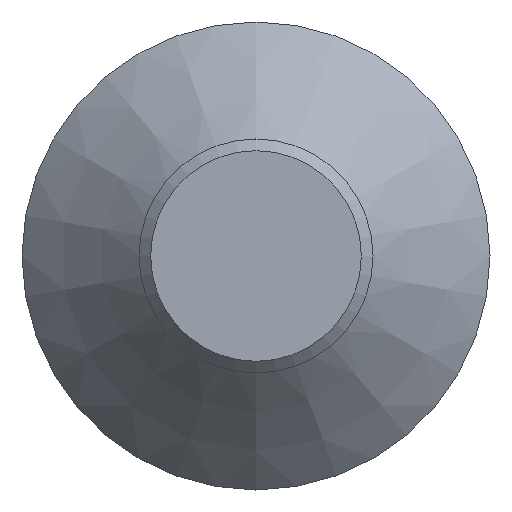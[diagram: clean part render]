
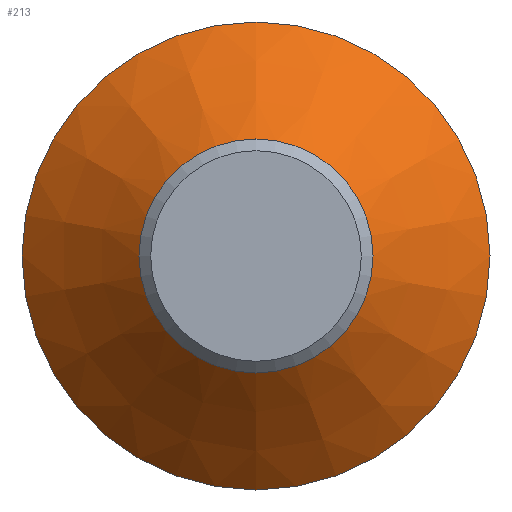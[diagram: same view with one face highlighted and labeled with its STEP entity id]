
A CAD part, front view. The second image highlights one B-rep face of the part: STEP entity #213.
In plain terms, the highlighted conical face has half-angle 45 degrees and reference radius 3.75 mm.
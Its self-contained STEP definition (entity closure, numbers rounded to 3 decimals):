
#19=CONICAL_SURFACE('',#249,3.75,0.785);
#22=CIRCLE('',#248,2.5);
#23=CIRCLE('',#250,5.);
#35=FACE_OUTER_BOUND('',#48,.T.);
#48=EDGE_LOOP('',(#179,#180,#181,#182));
#72=LINE('',#366,#94);
#94=VECTOR('',#306,3.75);
#110=VERTEX_POINT('',#360);
#111=VERTEX_POINT('',#364);
#134=EDGE_CURVE('',#110,#110,#22,.T.);
#136=EDGE_CURVE('',#111,#111,#23,.T.);
#137=EDGE_CURVE('',#111,#110,#72,.T.);
#179=ORIENTED_EDGE('',*,*,#136,.F.);
#180=ORIENTED_EDGE('',*,*,#137,.T.);
#181=ORIENTED_EDGE('',*,*,#134,.T.);
#182=ORIENTED_EDGE('',*,*,#137,.F.);
#213=ADVANCED_FACE('',(#35),#19,.T.);
#248=AXIS2_PLACEMENT_3D('',#361,#299,#300);
#249=AXIS2_PLACEMENT_3D('',#363,#302,#303);
#250=AXIS2_PLACEMENT_3D('',#365,#304,#305);
#299=DIRECTION('center_axis',(0.,1.,0.));
#300=DIRECTION('ref_axis',(0.,0.,1.));
#302=DIRECTION('center_axis',(0.,1.,0.));
#303=DIRECTION('ref_axis',(0.,0.,1.));
#304=DIRECTION('center_axis',(0.,1.,0.));
#305=DIRECTION('ref_axis',(0.,0.,1.));
#306=DIRECTION('',(0.,-0.707,0.707));
#360=CARTESIAN_POINT('',(0.,-2.8,-2.5));
#361=CARTESIAN_POINT('Origin',(0.,-2.8,0.));
#363=CARTESIAN_POINT('Origin',(0.,-1.55,0.));
#364=CARTESIAN_POINT('',(0.,-0.3,-5.));
#365=CARTESIAN_POINT('Origin',(0.,-0.3,0.));
#366=CARTESIAN_POINT('',(0.,-1.55,-3.75));
